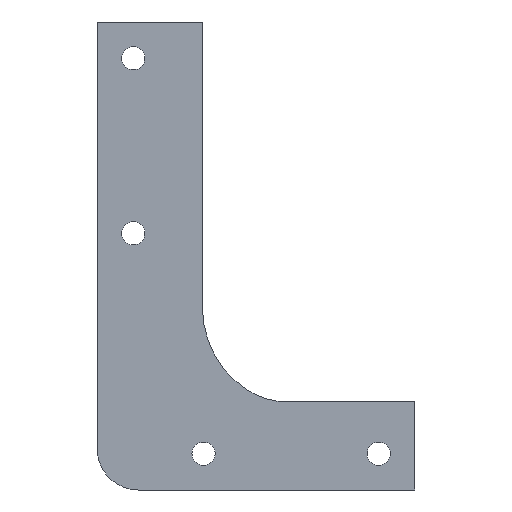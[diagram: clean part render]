
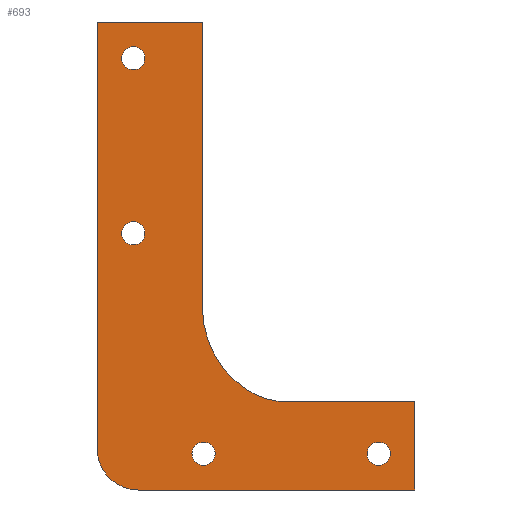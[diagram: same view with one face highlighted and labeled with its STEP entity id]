
A CAD part, front view. The second image highlights one B-rep face of the part: STEP entity #693.
In plain terms, the highlighted planar face has unit normal (0, -1, 0).
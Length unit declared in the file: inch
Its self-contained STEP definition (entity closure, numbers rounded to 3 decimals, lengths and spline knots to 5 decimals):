
#4 = CARTESIAN_POINT ( 'NONE',  ( 0.2197, 0., -1.28033 ) ) ;
#5 = DIRECTION ( 'NONE',  ( 0., 0., 1. ) ) ;
#6 = DIRECTION ( 'NONE',  ( 0., 1., 0. ) ) ;
#8 = CIRCLE ( 'NONE', #315, 0.07 ) ;
#12 = EDGE_LOOP ( 'NONE', ( #213, #262 ) ) ;
#16 = VECTOR ( 'NONE', #563, 39.37008 ) ;
#17 = CARTESIAN_POINT ( 'NONE',  ( 1.925, 0., -2.3015 ) ) ;
#18 = EDGE_LOOP ( 'NONE', ( #217, #130, #453, #243, #156, #507, #95, #180, #301 ) ) ;
#28 = DIRECTION ( 'NONE',  ( 0., 0., 1. ) ) ;
#35 = CARTESIAN_POINT ( 'NONE',  ( 0.2197, 0., -0.21967 ) ) ;
#38 = CARTESIAN_POINT ( 'NONE',  ( 0.6375, 0., 0. ) ) ;
#43 = EDGE_CURVE ( 'NONE', #482, #231, #540, .T. ) ;
#45 = VECTOR ( 'NONE', #567, 39.37008 ) ;
#46 = AXIS2_PLACEMENT_3D ( 'NONE', #434, #574, #706 ) ;
#47 = EDGE_CURVE ( 'NONE', #283, #654, #135, .T. ) ;
#49 = CIRCLE ( 'NONE', #428, 0.25 ) ;
#51 = VECTOR ( 'NONE', #109, 39.37008 ) ;
#53 = EDGE_CURVE ( 'NONE', #566, #703, #397, .T. ) ;
#55 = DIRECTION ( 'NONE',  ( 0., 1., 0. ) ) ;
#57 = EDGE_CURVE ( 'NONE', #392, #169, #412, .T. ) ;
#73 = CARTESIAN_POINT ( 'NONE',  ( 1.925, 0., -2.835 ) ) ;
#76 = CARTESIAN_POINT ( 'NONE',  ( 0.6375, 0., 0. ) ) ;
#82 = VERTEX_POINT ( 'NONE', #17 ) ;
#89 = CIRCLE ( 'NONE', #445, 0.07 ) ;
#95 = ORIENTED_EDGE ( 'NONE', *, *, #118, .F. ) ;
#102 = CARTESIAN_POINT ( 'NONE',  ( 0.2197, 0., -1.21033 ) ) ;
#103 = CARTESIAN_POINT ( 'NONE',  ( 1.23499, 0., -1.728 ) ) ;
#109 = DIRECTION ( 'NONE',  ( 0., 0., -1. ) ) ;
#118 = EDGE_CURVE ( 'NONE', #258, #231, #681, .T. ) ;
#123 = ORIENTED_EDGE ( 'NONE', *, *, #47, .T. ) ;
#125 = FACE_OUTER_BOUND ( 'NONE', #18, .T. ) ;
#126 = CIRCLE ( 'NONE', #271, 0.45214 ) ;
#127 = LINE ( 'NONE', #579, #45 ) ;
#130 = ORIENTED_EDGE ( 'NONE', *, *, #571, .F. ) ;
#135 = CIRCLE ( 'NONE', #239, 0.07 ) ;
#137 = CARTESIAN_POINT ( 'NONE',  ( 0.6375, 0., -1.728 ) ) ;
#139 = DIRECTION ( 'NONE',  ( 0., 0., 1. ) ) ;
#143 = AXIS2_PLACEMENT_3D ( 'NONE', #467, #359, #5 ) ;
#152 = AXIS2_PLACEMENT_3D ( 'NONE', #35, #408, #28 ) ;
#156 = ORIENTED_EDGE ( 'NONE', *, *, #328, .T. ) ;
#163 = DIRECTION ( 'NONE',  ( 0., 0., 1. ) ) ;
#169 = VERTEX_POINT ( 'NONE', #631 ) ;
#170 = VERTEX_POINT ( 'NONE', #431 ) ;
#175 = DIRECTION ( 'NONE',  ( 0., 0., 1. ) ) ;
#176 = CIRCLE ( 'NONE', #218, 0.07 ) ;
#180 = ORIENTED_EDGE ( 'NONE', *, *, #298, .F. ) ;
#181 = VERTEX_POINT ( 'NONE', #701 ) ;
#184 = ORIENTED_EDGE ( 'NONE', *, *, #272, .T. ) ;
#195 = ORIENTED_EDGE ( 'NONE', *, *, #276, .T. ) ;
#199 = LINE ( 'NONE', #661, #51 ) ;
#213 = ORIENTED_EDGE ( 'NONE', *, *, #53, .T. ) ;
#215 = DIRECTION ( 'NONE',  ( 0., 1., 0. ) ) ;
#217 = ORIENTED_EDGE ( 'NONE', *, *, #590, .T. ) ;
#218 = AXIS2_PLACEMENT_3D ( 'NONE', #589, #601, #591 ) ;
#221 = AXIS2_PLACEMENT_3D ( 'NONE', #103, #460, #628 ) ;
#226 = EDGE_LOOP ( 'NONE', ( #123, #595 ) ) ;
#231 = VERTEX_POINT ( 'NONE', #137 ) ;
#232 = VERTEX_POINT ( 'NONE', #73 ) ;
#236 = ORIENTED_EDGE ( 'NONE', *, *, #464, .T. ) ;
#239 = AXIS2_PLACEMENT_3D ( 'NONE', #297, #672, #437 ) ;
#243 = ORIENTED_EDGE ( 'NONE', *, *, #707, .F. ) ;
#246 = VECTOR ( 'NONE', #570, 39.37008 ) ;
#252 = PLANE ( 'NONE',  #461 ) ;
#253 = DIRECTION ( 'NONE',  ( 0., -1., 0. ) ) ;
#258 = VERTEX_POINT ( 'NONE', #76 ) ;
#262 = ORIENTED_EDGE ( 'NONE', *, *, #319, .T. ) ;
#270 = DIRECTION ( 'NONE',  ( 0., 0., -1. ) ) ;
#271 = AXIS2_PLACEMENT_3D ( 'NONE', #479, #6, #139 ) ;
#272 = EDGE_CURVE ( 'NONE', #170, #363, #279, .T. ) ;
#276 = EDGE_CURVE ( 'NONE', #363, #170, #89, .T. ) ;
#279 = CIRCLE ( 'NONE', #152, 0.07 ) ;
#283 = VERTEX_POINT ( 'NONE', #102 ) ;
#291 = CARTESIAN_POINT ( 'NONE',  ( 1.925, 0., -2.3015 ) ) ;
#295 = EDGE_CURVE ( 'NONE', #82, #232, #199, .T. ) ;
#297 = CARTESIAN_POINT ( 'NONE',  ( 0.2197, 0., -1.28033 ) ) ;
#298 = EDGE_CURVE ( 'NONE', #181, #258, #649, .T. ) ;
#301 = ORIENTED_EDGE ( 'NONE', *, *, #487, .F. ) ;
#303 = VERTEX_POINT ( 'NONE', #342 ) ;
#306 = EDGE_CURVE ( 'NONE', #654, #283, #8, .T. ) ;
#307 = CARTESIAN_POINT ( 'NONE',  ( 1.70533, 0., -2.6853 ) ) ;
#309 = CARTESIAN_POINT ( 'NONE',  ( 0.2197, 0., -1.35033 ) ) ;
#315 = AXIS2_PLACEMENT_3D ( 'NONE', #4, #55, #163 ) ;
#317 = VERTEX_POINT ( 'NONE', #449 ) ;
#319 = EDGE_CURVE ( 'NONE', #703, #566, #572, .T. ) ;
#325 = DIRECTION ( 'NONE',  ( 0., 1., 0. ) ) ;
#328 = EDGE_CURVE ( 'NONE', #317, #482, #126, .T. ) ;
#336 = EDGE_LOOP ( 'NONE', ( #642, #236 ) ) ;
#342 = CARTESIAN_POINT ( 'NONE',  ( 0., 0., -2.585 ) ) ;
#359 = DIRECTION ( 'NONE',  ( 0., 1., 0. ) ) ;
#361 = CARTESIAN_POINT ( 'NONE',  ( 0.6375, 0., -2.3015 ) ) ;
#363 = VERTEX_POINT ( 'NONE', #640 ) ;
#374 = DIRECTION ( 'NONE',  ( 1., 0., 0. ) ) ;
#383 = FACE_BOUND ( 'NONE', #336, .T. ) ;
#392 = VERTEX_POINT ( 'NONE', #659 ) ;
#397 = CIRCLE ( 'NONE', #143, 0.07 ) ;
#398 = CARTESIAN_POINT ( 'NONE',  ( 0., 0., -2.835 ) ) ;
#399 = FACE_BOUND ( 'NONE', #226, .T. ) ;
#407 = CARTESIAN_POINT ( 'NONE',  ( 1.70533, 0., -2.5453 ) ) ;
#408 = DIRECTION ( 'NONE',  ( 0., 1., 0. ) ) ;
#409 = LINE ( 'NONE', #291, #16 ) ;
#412 = CIRCLE ( 'NONE', #46, 0.07 ) ;
#417 = LINE ( 'NONE', #398, #515 ) ;
#418 = DIRECTION ( 'NONE',  ( -1., 0., 0. ) ) ;
#428 = AXIS2_PLACEMENT_3D ( 'NONE', #433, #436, #438 ) ;
#431 = CARTESIAN_POINT ( 'NONE',  ( 0.2197, 0., -0.14967 ) ) ;
#433 = CARTESIAN_POINT ( 'NONE',  ( 0.25, 0., -2.585 ) ) ;
#434 = CARTESIAN_POINT ( 'NONE',  ( 0.64467, 0., -2.6153 ) ) ;
#436 = DIRECTION ( 'NONE',  ( 0., -1., 0. ) ) ;
#437 = DIRECTION ( 'NONE',  ( 0., 0., 1. ) ) ;
#438 = DIRECTION ( 'NONE',  ( 0., 0., 1. ) ) ;
#445 = AXIS2_PLACEMENT_3D ( 'NONE', #637, #215, #175 ) ;
#449 = CARTESIAN_POINT ( 'NONE',  ( 1.155, 0., -2.3015 ) ) ;
#452 = VECTOR ( 'NONE', #374, 39.37008 ) ;
#453 = ORIENTED_EDGE ( 'NONE', *, *, #295, .F. ) ;
#460 = DIRECTION ( 'NONE',  ( 0., 1., 0. ) ) ;
#461 = AXIS2_PLACEMENT_3D ( 'NONE', #608, #253, #270 ) ;
#464 = EDGE_CURVE ( 'NONE', #169, #392, #176, .T. ) ;
#467 = CARTESIAN_POINT ( 'NONE',  ( 1.70533, 0., -2.6153 ) ) ;
#479 = CARTESIAN_POINT ( 'NONE',  ( 1.155, 0., -1.84936 ) ) ;
#482 = VERTEX_POINT ( 'NONE', #596 ) ;
#487 = EDGE_CURVE ( 'NONE', #303, #181, #127, .T. ) ;
#489 = AXIS2_PLACEMENT_3D ( 'NONE', #643, #325, #564 ) ;
#492 = FACE_BOUND ( 'NONE', #12, .T. ) ;
#495 = EDGE_LOOP ( 'NONE', ( #184, #195 ) ) ;
#507 = ORIENTED_EDGE ( 'NONE', *, *, #43, .T. ) ;
#515 = VECTOR ( 'NONE', #418, 39.37008 ) ;
#540 = CIRCLE ( 'NONE', #221, 0.59749 ) ;
#553 = FACE_BOUND ( 'NONE', #495, .T. ) ;
#559 = CARTESIAN_POINT ( 'NONE',  ( 0.25, 0., -2.835 ) ) ;
#563 = DIRECTION ( 'NONE',  ( 1., 0., 0. ) ) ;
#564 = DIRECTION ( 'NONE',  ( 0., 0., 1. ) ) ;
#566 = VERTEX_POINT ( 'NONE', #407 ) ;
#567 = DIRECTION ( 'NONE',  ( 0., 0., 1. ) ) ;
#570 = DIRECTION ( 'NONE',  ( 0., 0., -1. ) ) ;
#571 = EDGE_CURVE ( 'NONE', #232, #655, #417, .T. ) ;
#572 = CIRCLE ( 'NONE', #489, 0.07 ) ;
#574 = DIRECTION ( 'NONE',  ( 0., 1., 0. ) ) ;
#579 = CARTESIAN_POINT ( 'NONE',  ( 0., 0., 0. ) ) ;
#589 = CARTESIAN_POINT ( 'NONE',  ( 0.64467, 0., -2.6153 ) ) ;
#590 = EDGE_CURVE ( 'NONE', #303, #655, #49, .T. ) ;
#591 = DIRECTION ( 'NONE',  ( 0., 0., 1. ) ) ;
#595 = ORIENTED_EDGE ( 'NONE', *, *, #306, .T. ) ;
#596 = CARTESIAN_POINT ( 'NONE',  ( 0.90617, 0., -2.22687 ) ) ;
#601 = DIRECTION ( 'NONE',  ( 0., 1., 0. ) ) ;
#608 = CARTESIAN_POINT ( 'NONE',  ( 0., 0., 0. ) ) ;
#628 = DIRECTION ( 'NONE',  ( 0., 0., 1. ) ) ;
#631 = CARTESIAN_POINT ( 'NONE',  ( 0.64467, 0., -2.6853 ) ) ;
#637 = CARTESIAN_POINT ( 'NONE',  ( 0.2197, 0., -0.21967 ) ) ;
#640 = CARTESIAN_POINT ( 'NONE',  ( 0.2197, 0., -0.28967 ) ) ;
#642 = ORIENTED_EDGE ( 'NONE', *, *, #57, .T. ) ;
#643 = CARTESIAN_POINT ( 'NONE',  ( 1.70533, 0., -2.6153 ) ) ;
#649 = LINE ( 'NONE', #38, #452 ) ;
#654 = VERTEX_POINT ( 'NONE', #309 ) ;
#655 = VERTEX_POINT ( 'NONE', #559 ) ;
#659 = CARTESIAN_POINT ( 'NONE',  ( 0.64467, 0., -2.5453 ) ) ;
#661 = CARTESIAN_POINT ( 'NONE',  ( 1.925, 0., -2.835 ) ) ;
#672 = DIRECTION ( 'NONE',  ( 0., 1., 0. ) ) ;
#681 = LINE ( 'NONE', #361, #246 ) ;
#693 = ADVANCED_FACE ( 'NONE', ( #125, #553, #399, #492, #383 ), #252, .T. ) ;
#701 = CARTESIAN_POINT ( 'NONE',  ( 0., 0., 0. ) ) ;
#703 = VERTEX_POINT ( 'NONE', #307 ) ;
#706 = DIRECTION ( 'NONE',  ( 0., 0., 1. ) ) ;
#707 = EDGE_CURVE ( 'NONE', #317, #82, #409, .T. ) ;
